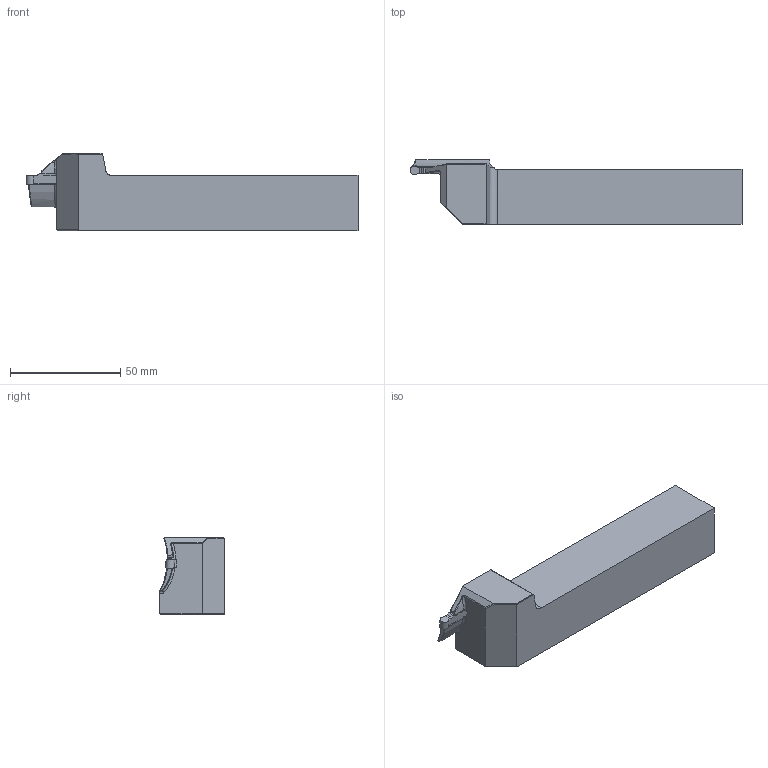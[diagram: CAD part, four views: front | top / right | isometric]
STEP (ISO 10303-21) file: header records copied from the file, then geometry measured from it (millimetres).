
FILE_DESCRIPTION(/* description */ (''),/* implementation_level */ '2;1');
FILE_NAME(/* name */ 'AAKT-SGC-R-2525-40-65-4-T12.stp',/* time_stamp */ '2023-10-18T14:59:42+03:00',/* author */ (''),/* organization */ (''),/* preprocessor_version */ 'ST-DEVELOPER v19.4',/* originating_system */ 'SIEMENS PLM Software NX2306.3001',/* authorisation */ '');
FILE_SCHEMA (('AUTOMOTIVE_DESIGN { 1 0 10303 214 3 1 1 1 }'));
Length unit declared in the file: millimetre
Products named in the file (1): AAKT-SGC-R-2525-40-65-4-T12_objects
Bounding box: 150.79 x 29.5 x 35 mm (x, y, z)
Volume: 92016.7 mm3; surface area: 16729.9 mm2
Topology: 2 solids, 2 shells, 53 faces, 139 edges, 90 vertices
Faces by surface type: plane 36, cylinder 10, bspline 5, torus 2
Entity records: 1788 total; most frequent: CARTESIAN_POINT 488, ORIENTED_EDGE 278, DIRECTION 234, EDGE_CURVE 139, LINE 92, VECTOR 92, VERTEX_POINT 90, AXIS2_PLACEMENT_3D 71
